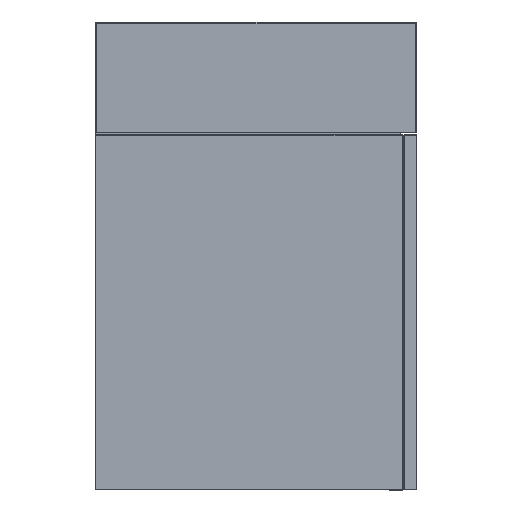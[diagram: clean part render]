
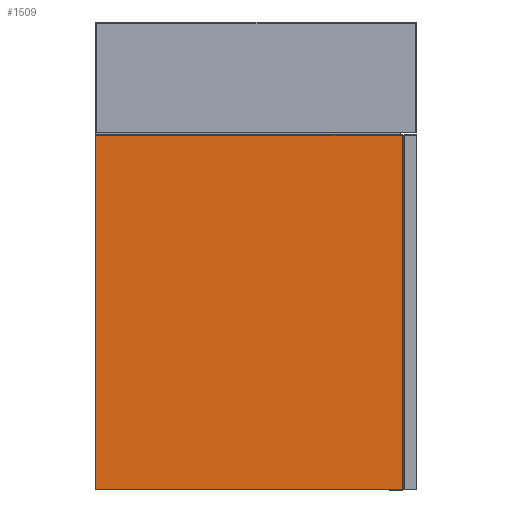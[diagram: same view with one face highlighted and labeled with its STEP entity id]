
A CAD part, left-side view. The second image highlights one B-rep face of the part: STEP entity #1509.
In plain terms, the highlighted planar face has unit normal (-1, 0, 0).
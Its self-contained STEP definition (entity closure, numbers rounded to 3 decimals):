
#1509=ADVANCED_FACE('',(#2449),#13658,.T.);
#2449=FACE_OUTER_BOUND('',#3389,.T.);
#3389=EDGE_LOOP('',(#4527,#4528,#4529,#4530));
#4527=ORIENTED_EDGE('',*,*,#8844,.F.);
#4528=ORIENTED_EDGE('',*,*,#8846,.F.);
#4529=ORIENTED_EDGE('',*,*,#8837,.F.);
#4530=ORIENTED_EDGE('',*,*,#8845,.F.);
#8837=EDGE_CURVE('',#12352,#12351,#11035,.T.);
#8844=EDGE_CURVE('',#12353,#12354,#11042,.T.);
#8845=EDGE_CURVE('',#12354,#12352,#11043,.T.);
#8846=EDGE_CURVE('',#12351,#12353,#11044,.T.);
#11035=B_SPLINE_CURVE_WITH_KNOTS('',1,(#16537,#16538),.UNSPECIFIED.,.F.,
 .F.,(2,2),(-496.,0.),.UNSPECIFIED.);
#11042=B_SPLINE_CURVE_WITH_KNOTS('',1,(#16575,#16576),.UNSPECIFIED.,.F.,
 .F.,(2,2),(0.,495.999),.UNSPECIFIED.);
#11043=B_SPLINE_CURVE_WITH_KNOTS('',1,(#16577,#16578),.UNSPECIFIED.,.F.,
 .F.,(2,2),(0.,429.),.UNSPECIFIED.);
#11044=B_SPLINE_CURVE_WITH_KNOTS('',1,(#16579,#16580),.UNSPECIFIED.,.F.,
 .F.,(2,2),(0.,429.),.UNSPECIFIED.);
#12351=VERTEX_POINT('',#16467);
#12352=VERTEX_POINT('',#16468);
#12353=VERTEX_POINT('',#16469);
#12354=VERTEX_POINT('',#16470);
#13658=PLANE('',#14641);
#14641=AXIS2_PLACEMENT_3D('',#16452,#15311,$);
#15311=DIRECTION('',(-1.,0.,0.));
#16452=CARTESIAN_POINT('',(-500.,-50.536,-258.836));
#16467=CARTESIAN_POINT('',(-500.,496.5,-214.5));
#16468=CARTESIAN_POINT('',(-500.,0.5,-214.5));
#16469=CARTESIAN_POINT('',(-500.,496.5,214.5));
#16470=CARTESIAN_POINT('',(-500.,0.5,214.5));
#16537=CARTESIAN_POINT('',(-500.,0.5,-214.5));
#16538=CARTESIAN_POINT('',(-500.,496.5,-214.5));
#16575=CARTESIAN_POINT('',(-500.,496.5,214.5));
#16576=CARTESIAN_POINT('',(-500.,0.5,214.5));
#16577=CARTESIAN_POINT('',(-500.,0.5,214.5));
#16578=CARTESIAN_POINT('',(-500.,0.5,-214.5));
#16579=CARTESIAN_POINT('',(-500.,496.5,-214.5));
#16580=CARTESIAN_POINT('',(-500.,496.5,214.5));
